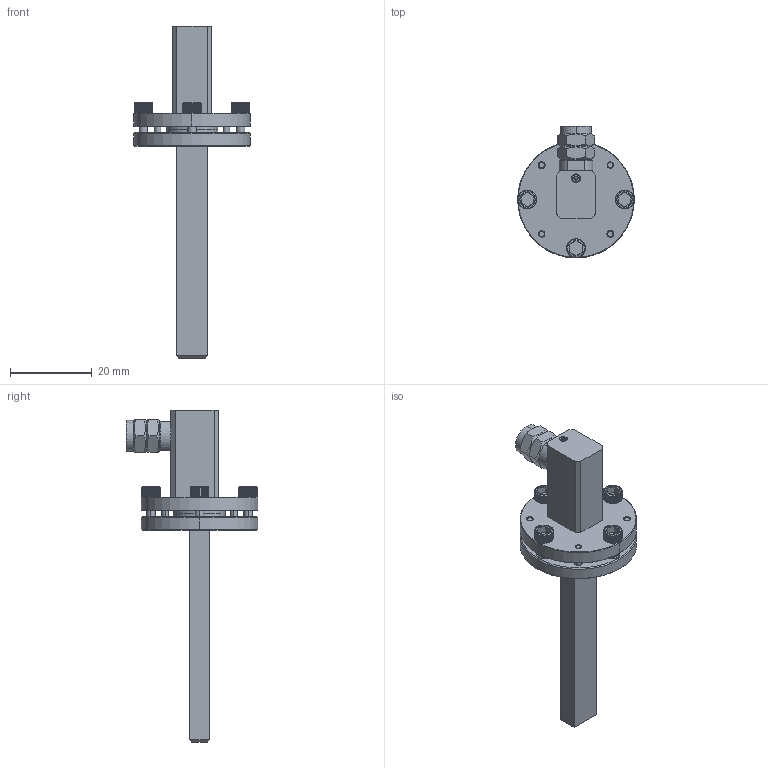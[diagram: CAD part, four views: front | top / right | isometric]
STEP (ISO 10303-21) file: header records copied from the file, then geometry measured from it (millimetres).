
FILE_DESCRIPTION (( 'STEP AP203' ), '1' );
FILE_NAME ('SAP-222M-R2.STEP', '2019-02-07T23:28:37', ( '' ), ( '' ), 'SwSTEP 2.0', 'SolidWorks 2016', '' );
FILE_SCHEMA (( 'CONFIG_CONTROL_DESIGN' ));
Length unit declared in the file: inch
Products named in the file (1): SAP-222M-R2
Bounding box: 28.57 x 32.25 x 81.28 mm (x, y, z)
Volume: 9175.3 mm3; surface area: 7082.1 mm2
Topology: 12 solids, 12 shells, 904 faces, 2413 edges, 1563 vertices
Faces by surface type: plane 488, cylinder 295, cone 111, torus 8, bspline 2
Entity records: 30380 total; most frequent: CARTESIAN_POINT 9048, ORIENTED_EDGE 4818, DIRECTION 3917, EDGE_CURVE 2409, VERTEX_POINT 1563, AXIS2_PLACEMENT_3D 1499, EDGE_LOOP 972, VECTOR 919
